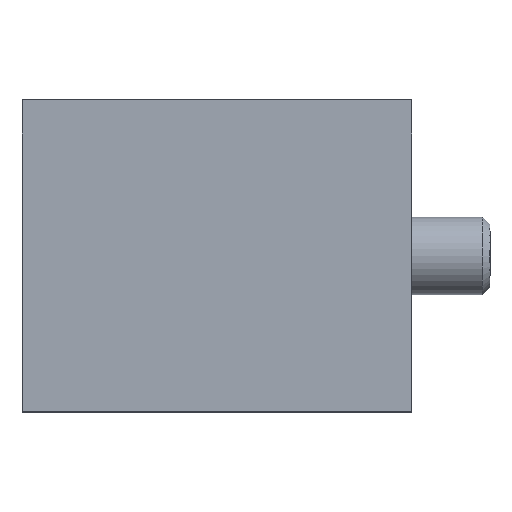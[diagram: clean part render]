
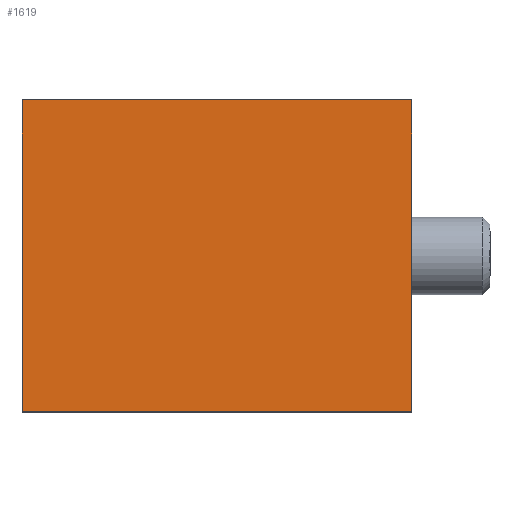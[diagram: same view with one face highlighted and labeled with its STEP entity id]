
A CAD part, top view. The second image highlights one B-rep face of the part: STEP entity #1619.
In plain terms, the highlighted planar face has unit normal (0, 0, 1).
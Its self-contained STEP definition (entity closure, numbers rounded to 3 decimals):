
#1477=CARTESIAN_POINT('',(6.121,9.245,8.0));
#1478=VERTEX_POINT('',#1477);
#1479=CARTESIAN_POINT('',(6.121,-10.755,8.0));
#1480=VERTEX_POINT('',#1479);
#1481=CARTESIAN_POINT('',(6.121,9.245,8.0));
#1482=DIRECTION('',(0.0,-1.0,0.0));
#1483=VECTOR('',#1482,20.);
#1484=LINE('',#1481,#1483);
#1485=EDGE_CURVE('',#1478,#1480,#1484,.T.);
#1520=CARTESIAN_POINT('',(-18.879,-10.755,8.0));
#1521=VERTEX_POINT('',#1520);
#1522=CARTESIAN_POINT('',(6.121,-10.755,8.0));
#1523=DIRECTION('',(-1.0,0.0,0.0));
#1524=VECTOR('',#1523,25.);
#1525=LINE('',#1522,#1524);
#1526=EDGE_CURVE('',#1480,#1521,#1525,.T.);
#1554=CARTESIAN_POINT('',(-18.879,9.245,8.0));
#1555=VERTEX_POINT('',#1554);
#1556=CARTESIAN_POINT('',(-18.879,-10.755,8.0));
#1557=DIRECTION('',(0.0,1.0,0.0));
#1558=VECTOR('',#1557,20.0);
#1559=LINE('',#1556,#1558);
#1560=EDGE_CURVE('',#1521,#1555,#1559,.T.);
#1588=CARTESIAN_POINT('',(-18.879,9.245,8.0));
#1589=DIRECTION('',(1.0,0.0,0.0));
#1590=VECTOR('',#1589,25.);
#1591=LINE('',#1588,#1590);
#1592=EDGE_CURVE('',#1555,#1478,#1591,.T.);
#1608=CARTESIAN_POINT('',(-6.379,-0.755,8.0));
#1609=DIRECTION('',(0.0,0.0,1.0));
#1610=DIRECTION('',(1.0,0.0,0.0));
#1611=AXIS2_PLACEMENT_3D('',#1608,#1609,#1610);
#1612=PLANE('',#1611);
#1613=ORIENTED_EDGE('',*,*,#1485,.F.);
#1614=ORIENTED_EDGE('',*,*,#1592,.F.);
#1615=ORIENTED_EDGE('',*,*,#1560,.F.);
#1616=ORIENTED_EDGE('',*,*,#1526,.F.);
#1617=EDGE_LOOP('',(#1613,#1614,#1615,#1616));
#1618=FACE_OUTER_BOUND('',#1617,.T.);
#1619=ADVANCED_FACE('',(#1618),#1612,.T.);
